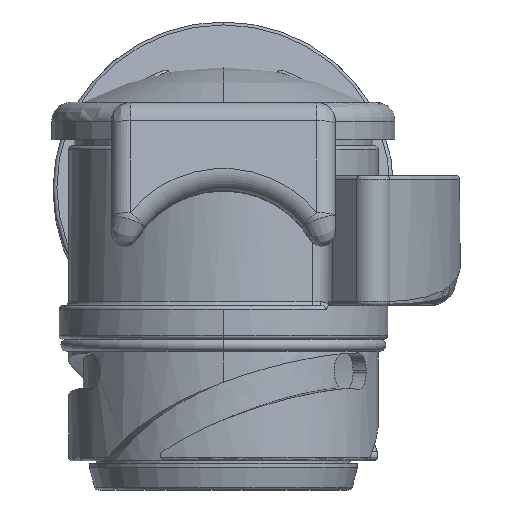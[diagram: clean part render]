
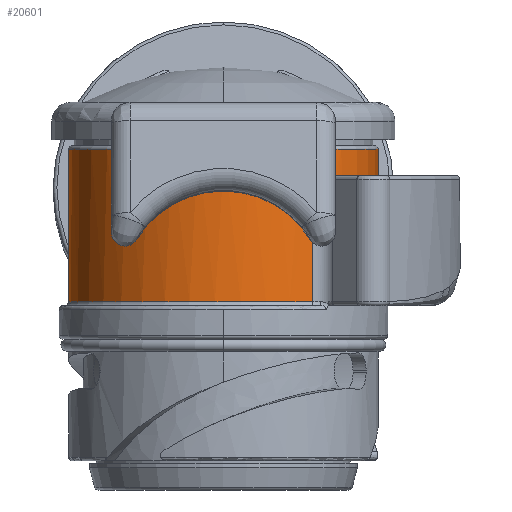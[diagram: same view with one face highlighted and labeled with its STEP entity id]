
A CAD part, front view. The second image highlights one B-rep face of the part: STEP entity #20601.
In plain terms, the highlighted cylindrical face has radius 20.75 mm (diameter 41.5 mm), a partial arc.
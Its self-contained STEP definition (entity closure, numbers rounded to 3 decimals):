
#3572=DIRECTION('',(0.,0.,1.));
#3573=VECTOR('',#3572,16.4);
#3574=CARTESIAN_POINT('',(11.889,-17.006,0.5));
#3575=LINE('',#3574,#3573);
#3591=CARTESIAN_POINT('',(11.889,-17.006,16.9));
#3592=CARTESIAN_POINT('',(11.971,-16.949,16.952));
#3593=CARTESIAN_POINT('',(12.127,-16.838,17.052));
#3594=CARTESIAN_POINT('',(12.343,-16.68,17.181));
#3595=CARTESIAN_POINT('',(12.543,-16.531,17.281));
#3596=CARTESIAN_POINT('',(12.725,-16.391,17.351));
#3597=CARTESIAN_POINT('',(12.89,-16.261,17.392));
#3598=CARTESIAN_POINT('',(12.988,-16.183,17.4));
#3599=CARTESIAN_POINT('',(13.034,-16.146,17.4));
#3605=CARTESIAN_POINT('',(0.,0.,17.4));
#3606=DIRECTION('',(0.,0.,1.));
#3607=DIRECTION('',(0.628,-0.778,0.));
#3608=AXIS2_PLACEMENT_3D('',#3605,#3606,#3607);
#3659=DIRECTION('',(0.,0.,-1.));
#3660=VECTOR('',#3659,18.9);
#3661=CARTESIAN_POINT('',(18.292,9.796,20.9));
#3662=LINE('',#3661,#3660);
#3663=CARTESIAN_POINT('',(0.,0.,2.));
#3664=DIRECTION('',(0.,0.,-1.));
#3665=DIRECTION('',(0.882,0.472,0.));
#3666=AXIS2_PLACEMENT_3D('',#3663,#3664,#3665);
#3673=DIRECTION('',(0.,0.,-1.));
#3674=VECTOR('',#3673,14.9);
#3675=CARTESIAN_POINT('',(15.925,-13.303,16.9));
#3676=LINE('',#3675,#3674);
#3701=CARTESIAN_POINT('',(14.969,-14.37,17.4));
#3702=CARTESIAN_POINT('',(15.01,-14.327,17.4));
#3703=CARTESIAN_POINT('',(15.095,-14.237,17.392));
#3704=CARTESIAN_POINT('',(15.238,-14.085,17.352));
#3705=CARTESIAN_POINT('',(15.392,-13.916,17.282));
#3706=CARTESIAN_POINT('',(15.558,-13.73,17.182));
#3707=CARTESIAN_POINT('',(15.735,-13.527,17.054));
#3708=CARTESIAN_POINT('',(15.86,-13.38,16.953));
#3709=CARTESIAN_POINT('',(15.925,-13.303,16.9));
#7907=CARTESIAN_POINT('',(0.,0.,20.9));
#7908=DIRECTION('',(0.,0.,-1.));
#7909=DIRECTION('',(0.882,0.472,0.));
#7910=AXIS2_PLACEMENT_3D('',#7907,#7908,#7909);
#7937=DIRECTION('',(0.,0.,-1.));
#7938=VECTOR('',#7937,20.4);
#7939=CARTESIAN_POINT('',(-18.424,9.545,20.9));
#7940=LINE('',#7939,#7938);
#7985=CARTESIAN_POINT('',(0.,0.,0.5));
#7986=DIRECTION('',(0.,0.,1.));
#7987=DIRECTION('',(-0.888,0.46,0.));
#7988=AXIS2_PLACEMENT_3D('',#7985,#7986,#7987);
#9148=CARTESIAN_POINT('',(18.292,9.796,2.));
#9150=VERTEX_POINT('',#9148);
#9174=CARTESIAN_POINT('',(15.925,-13.303,2.));
#9176=VERTEX_POINT('',#9174);
#9186=CARTESIAN_POINT('',(11.889,-17.006,0.5));
#9188=VERTEX_POINT('',#9186);
#9192=CARTESIAN_POINT('',(-18.424,9.545,0.5));
#9193=VERTEX_POINT('',#9192);
#9262=CARTESIAN_POINT('',(13.034,-16.146,17.4));
#9264=VERTEX_POINT('',#9262);
#9266=CARTESIAN_POINT('',(11.889,-17.006,16.9));
#9268=VERTEX_POINT('',#9266);
#9441=CARTESIAN_POINT('',(15.925,-13.303,16.9));
#9442=VERTEX_POINT('',#9441);
#9443=CARTESIAN_POINT('',(14.969,-14.369,17.4));
#9444=VERTEX_POINT('',#9443);
#9572=CARTESIAN_POINT('',(-18.424,9.545,20.9));
#9573=VERTEX_POINT('',#9572);
#9576=CARTESIAN_POINT('',(18.292,9.796,20.9));
#9577=VERTEX_POINT('',#9576);
#20581=CARTESIAN_POINT('',(0.,0.,21.4));
#20582=DIRECTION('',(0.,0.,-1.));
#20583=DIRECTION('',(0.,-1.,0.));
#20584=AXIS2_PLACEMENT_3D('',#20581,#20582,#20583);
#20585=CYLINDRICAL_SURFACE('',#20584,20.75);
#20587=ORIENTED_EDGE('',*,*,#20586,.F.);
#20588=ORIENTED_EDGE('',*,*,#14700,.T.);
#20589=ORIENTED_EDGE('',*,*,#14712,.T.);
#20590=ORIENTED_EDGE('',*,*,#14727,.F.);
#20591=ORIENTED_EDGE('',*,*,#14746,.F.);
#20592=ORIENTED_EDGE('',*,*,#14581,.F.);
#20593=ORIENTED_EDGE('',*,*,#14552,.F.);
#20594=ORIENTED_EDGE('',*,*,#14537,.F.);
#20596=ORIENTED_EDGE('',*,*,#20595,.F.);
#20598=ORIENTED_EDGE('',*,*,#20597,.F.);
#20599=EDGE_LOOP('',(#20587,#20588,#20589,#20590,#20591,#20592,#20593,#20594,
#20596,#20598));
#20600=FACE_OUTER_BOUND('',#20599,.F.);
#20601=ADVANCED_FACE('',(#20600),#20585,.T.);
#3600=B_SPLINE_CURVE_WITH_KNOTS('',3,(#3591,#3592,#3593,#3594,#3595,#3596,#3597,
#3598,#3599),.UNSPECIFIED.,.F.,.F.,(4,1,1,1,1,1,4),(0.,0.167,
0.333,0.5,0.667,0.833,1.),
.UNSPECIFIED.);
#3609=CIRCLE('',#3608,20.75);
#3667=CIRCLE('',#3666,20.75);
#3710=B_SPLINE_CURVE_WITH_KNOTS('',3,(#3701,#3702,#3703,#3704,#3705,#3706,#3707,
#3708,#3709),.UNSPECIFIED.,.F.,.F.,(4,1,1,1,1,1,4),(0.,0.167,
0.333,0.5,0.667,0.833,1.),
.UNSPECIFIED.);
#7911=CIRCLE('',#7910,20.75);
#7989=CIRCLE('',#7988,20.75);
#14537=EDGE_CURVE('',#9188,#9268,#3575,.T.);
#14552=EDGE_CURVE('',#9268,#9264,#3600,.T.);
#14581=EDGE_CURVE('',#9264,#9444,#3609,.T.);
#14700=EDGE_CURVE('',#9577,#9150,#3662,.T.);
#14712=EDGE_CURVE('',#9150,#9176,#3667,.T.);
#14727=EDGE_CURVE('',#9442,#9176,#3676,.T.);
#14746=EDGE_CURVE('',#9444,#9442,#3710,.T.);
#20586=EDGE_CURVE('',#9577,#9573,#7911,.T.);
#20595=EDGE_CURVE('',#9193,#9188,#7989,.T.);
#20597=EDGE_CURVE('',#9573,#9193,#7940,.T.);
